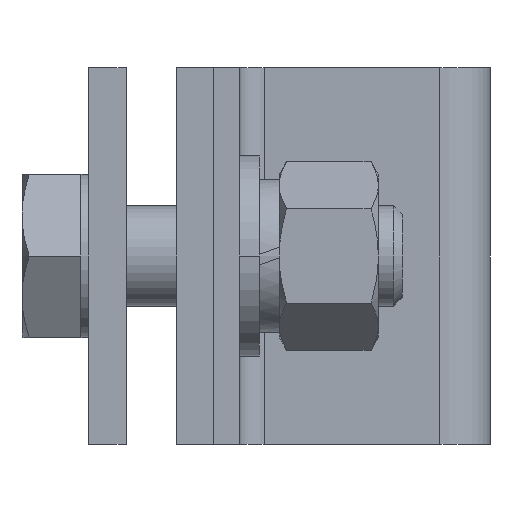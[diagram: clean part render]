
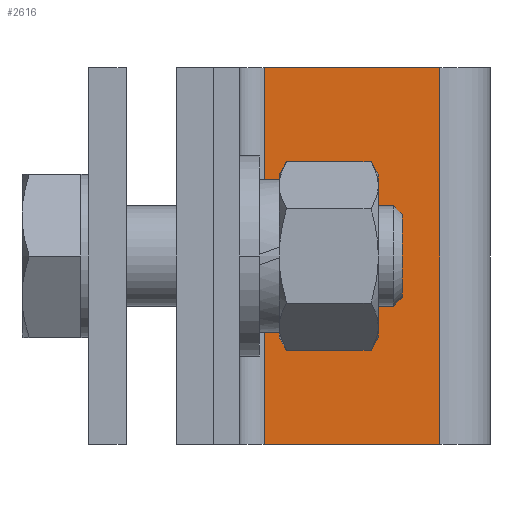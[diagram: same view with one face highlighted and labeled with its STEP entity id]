
A CAD part, left-side view. The second image highlights one B-rep face of the part: STEP entity #2616.
In plain terms, the highlighted face is planar.
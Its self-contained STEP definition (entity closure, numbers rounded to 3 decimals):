
#241 = ORIENTED_EDGE ( 'NONE', *, *, #304, .T. ) ;
#298 = VECTOR ( 'NONE', #2482, 1000. ) ;
#304 = EDGE_CURVE ( 'NONE', #2345, #3328, #3571, .T. ) ;
#312 = AXIS2_PLACEMENT_3D ( 'NONE', #3988, #687, #669 ) ;
#507 = LINE ( 'NONE', #4158, #4042 ) ;
#559 = VERTEX_POINT ( 'NONE', #3208 ) ;
#568 = EDGE_CURVE ( 'NONE', #559, #3328, #3886, .T. ) ;
#669 = DIRECTION ( 'NONE',  ( 0., -1., 0. ) ) ;
#687 = DIRECTION ( 'NONE',  ( -1., 0., 0. ) ) ;
#876 = VERTEX_POINT ( 'NONE', #2402 ) ;
#1087 = VECTOR ( 'NONE', #1925, 1000. ) ;
#1219 = ORIENTED_EDGE ( 'NONE', *, *, #1560, .F. ) ;
#1338 = ORIENTED_EDGE ( 'NONE', *, *, #568, .F. ) ;
#1560 = EDGE_CURVE ( 'NONE', #876, #559, #507, .T. ) ;
#1789 = EDGE_LOOP ( 'NONE', ( #241, #1338, #1219, #2714 ) ) ;
#1925 = DIRECTION ( 'NONE',  ( 0., 0., 1. ) ) ;
#2225 = DIRECTION ( 'NONE',  ( 0., -1., 0. ) ) ;
#2345 = VERTEX_POINT ( 'NONE', #3974 ) ;
#2402 = CARTESIAN_POINT ( 'NONE',  ( 19.5, 18., -15. ) ) ;
#2482 = DIRECTION ( 'NONE',  ( 0., -1., 0. ) ) ;
#2616 = ADVANCED_FACE ( 'NONE', ( #4061 ), #2926, .F. ) ;
#2676 = EDGE_CURVE ( 'NONE', #876, #2345, #3071, .T. ) ;
#2714 = ORIENTED_EDGE ( 'NONE', *, *, #2676, .T. ) ;
#2757 = CARTESIAN_POINT ( 'NONE',  ( 19.5, 4., 15. ) ) ;
#2805 = CARTESIAN_POINT ( 'NONE',  ( 19.5, 20., 15. ) ) ;
#2829 = CARTESIAN_POINT ( 'NONE',  ( 19.5, 4., -15. ) ) ;
#2926 = PLANE ( 'NONE',  #312 ) ;
#3071 = LINE ( 'NONE', #3644, #1087 ) ;
#3208 = CARTESIAN_POINT ( 'NONE',  ( 19.5, 4., -15. ) ) ;
#3328 = VERTEX_POINT ( 'NONE', #2757 ) ;
#3350 = VECTOR ( 'NONE', #4302, 1000. ) ;
#3571 = LINE ( 'NONE', #2805, #298 ) ;
#3644 = CARTESIAN_POINT ( 'NONE',  ( 19.5, 18., -15. ) ) ;
#3886 = LINE ( 'NONE', #2829, #3350 ) ;
#3974 = CARTESIAN_POINT ( 'NONE',  ( 19.5, 18., 15. ) ) ;
#3988 = CARTESIAN_POINT ( 'NONE',  ( 19.5, 20., -15. ) ) ;
#4042 = VECTOR ( 'NONE', #2225, 1000. ) ;
#4061 = FACE_OUTER_BOUND ( 'NONE', #1789, .T. ) ;
#4158 = CARTESIAN_POINT ( 'NONE',  ( 19.5, 20., -15. ) ) ;
#4302 = DIRECTION ( 'NONE',  ( 0., 0., 1. ) ) ;
